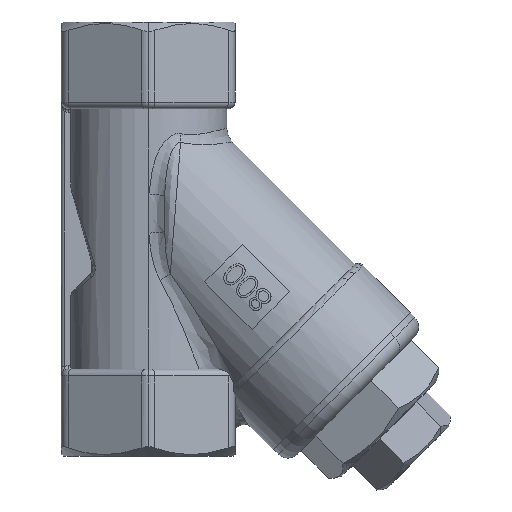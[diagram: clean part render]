
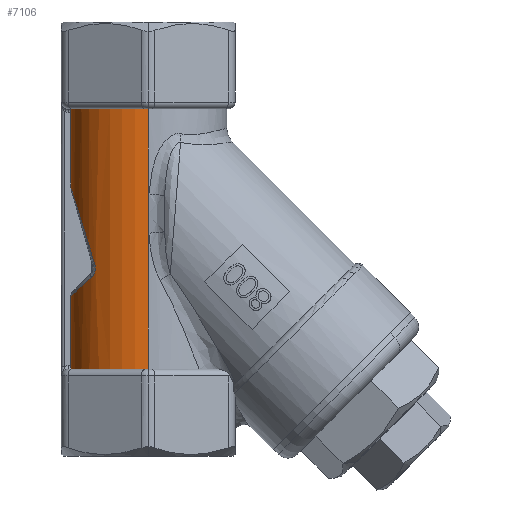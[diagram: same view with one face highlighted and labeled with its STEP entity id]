
A CAD part, left-side view. The second image highlights one B-rep face of the part: STEP entity #7106.
In plain terms, the highlighted cylindrical face has radius 11.75 mm (diameter 23.5 mm), a partial arc.
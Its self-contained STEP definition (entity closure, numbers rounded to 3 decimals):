
#7106 = ADVANCED_FACE ( 'NONE', ( #24872 ), #24863, .T. ) ;
#7448 =( BOUNDED_CURVE ( )  B_SPLINE_CURVE ( 3, ( #10582, #10606, #10634, #10666 ),
 .UNSPECIFIED., .F., .F. ) 
 B_SPLINE_CURVE_WITH_KNOTS ( ( 4, 4 ),
 ( 0.171, 0.823 ),
 .UNSPECIFIED. ) 
 CURVE ( )  GEOMETRIC_REPRESENTATION_ITEM ( )  RATIONAL_B_SPLINE_CURVE ( ( 1., 0.965, 0.965, 1. ) ) 
 REPRESENTATION_ITEM ( '' )  );
#7459 =( BOUNDED_CURVE ( )  B_SPLINE_CURVE ( 3, ( #10721, #10691, #10724, #10689 ),
 .UNSPECIFIED., .F., .F. ) 
 B_SPLINE_CURVE_WITH_KNOTS ( ( 4, 4 ),
 ( 2.385, 2.971 ),
 .UNSPECIFIED. ) 
 CURVE ( )  GEOMETRIC_REPRESENTATION_ITEM ( )  RATIONAL_B_SPLINE_CURVE ( ( 1., 0.972, 0.972, 1. ) ) 
 REPRESENTATION_ITEM ( '' )  );
#7472 = B_SPLINE_CURVE_WITH_KNOTS ( 'NONE', 3,
 ( #10739, #10824, #10788, #10818, #10779, #10802, #10806, #10791, #10801, #10780, #10803, #10817, #10795, #10816 ),
 .UNSPECIFIED., .F., .F.,
 ( 4, 2, 2, 2, 2, 2, 4 ),
 ( 0., 0., 0.001, 0.001, 0.001, 0.002, 0.002 ),
 .UNSPECIFIED. ) ;
#7479 = B_SPLINE_CURVE_WITH_KNOTS ( 'NONE', 3,
 ( #10861, #10827, #10874, #10875, #10876, #10830 ),
 .UNSPECIFIED., .F., .F.,
 ( 4, 2, 4 ),
 ( 0., 0., 0.001 ),
 .UNSPECIFIED. ) ;
#7482 = B_SPLINE_CURVE_WITH_KNOTS ( 'NONE', 3,
 ( #14070, #14042, #14054, #14051, #14058, #14065 ),
 .UNSPECIFIED., .F., .F.,
 ( 4, 2, 4 ),
 ( 0., 0., 0.001 ),
 .UNSPECIFIED. ) ;
#10582 = CARTESIAN_POINT ( 'NONE',  ( -2., 11.579, 7.784 ) ) ;
#10606 = CARTESIAN_POINT ( 'NONE',  ( -4.564, 11.136, 6.354 ) ) ;
#10634 = CARTESIAN_POINT ( 'NONE',  ( -6.85, 9.895, 2.347 ) ) ;
#10658 = CARTESIAN_POINT ( 'NONE',  ( -2., 11.579, -19.5 ) ) ;
#10659 = DIRECTION ( 'NONE',  ( 0., 0., 1. ) ) ;
#10666 = CARTESIAN_POINT ( 'NONE',  ( -8.618, 7.987, -3.815 ) ) ;
#10689 = CARTESIAN_POINT ( 'NONE',  ( -2., 11.579, -8.55 ) ) ;
#10691 = CARTESIAN_POINT ( 'NONE',  ( -6.374, 10.142, -7.235 ) ) ;
#10721 = CARTESIAN_POINT ( 'NONE',  ( -8.066, 8.544, -5.774 ) ) ;
#10724 = CARTESIAN_POINT ( 'NONE',  ( -4.293, 11.182, -8.188 ) ) ;
#10739 = CARTESIAN_POINT ( 'NONE',  ( -8.618, 7.987, -3.815 ) ) ;
#10779 = CARTESIAN_POINT ( 'NONE',  ( -8.695, 7.903, -4.28 ) ) ;
#10780 = CARTESIAN_POINT ( 'NONE',  ( -8.556, 8.054, -5.111 ) ) ;
#10788 = CARTESIAN_POINT ( 'NONE',  ( -8.663, 7.938, -3.996 ) ) ;
#10791 = CARTESIAN_POINT ( 'NONE',  ( -8.657, 7.945, -4.755 ) ) ;
#10795 = CARTESIAN_POINT ( 'NONE',  ( -8.185, 8.432, -5.671 ) ) ;
#10801 = CARTESIAN_POINT ( 'NONE',  ( -8.636, 7.968, -4.848 ) ) ;
#10802 = CARTESIAN_POINT ( 'NONE',  ( -8.693, 7.905, -4.473 ) ) ;
#10803 = CARTESIAN_POINT ( 'NONE',  ( -8.478, 8.136, -5.271 ) ) ;
#10806 = CARTESIAN_POINT ( 'NONE',  ( -8.686, 7.913, -4.568 ) ) ;
#10816 = CARTESIAN_POINT ( 'NONE',  ( -8.066, 8.544, -5.774 ) ) ;
#10817 = CARTESIAN_POINT ( 'NONE',  ( -8.293, 8.325, -5.551 ) ) ;
#10818 = CARTESIAN_POINT ( 'NONE',  ( -8.689, 7.91, -4.183 ) ) ;
#10824 = CARTESIAN_POINT ( 'NONE',  ( -8.644, 7.959, -3.904 ) ) ;
#10827 = CARTESIAN_POINT ( 'NONE',  ( -2., 11.579, -19.133 ) ) ;
#10830 = CARTESIAN_POINT ( 'NONE',  ( -2.5, 11.481, -19.5 ) ) ;
#10861 = CARTESIAN_POINT ( 'NONE',  ( -2., 11.579, -19. ) ) ;
#10874 = CARTESIAN_POINT ( 'NONE',  ( -2.055, 11.569, -19.264 ) ) ;
#10875 = CARTESIAN_POINT ( 'NONE',  ( -2.241, 11.535, -19.447 ) ) ;
#10876 = CARTESIAN_POINT ( 'NONE',  ( -2.37, 11.509, -19.5 ) ) ;
#10896 = CARTESIAN_POINT ( 'NONE',  ( -2., 11.579, -19.5 ) ) ;
#10905 = DIRECTION ( 'NONE',  ( 0., 0., 1. ) ) ;
#11006 = CARTESIAN_POINT ( 'NONE',  ( -11.75, 0., -19.5 ) ) ;
#11075 = DIRECTION ( 'NONE',  ( 0., 0., 1. ) ) ;
#14028 = CARTESIAN_POINT ( 'NONE',  ( -11.75, 0., -19.5 ) ) ;
#14042 = CARTESIAN_POINT ( 'NONE',  ( -2.37, 11.509, 19.5 ) ) ;
#14043 = DIRECTION ( 'NONE',  ( 0., 0., 1. ) ) ;
#14051 = CARTESIAN_POINT ( 'NONE',  ( -2.056, 11.569, 19.264 ) ) ;
#14054 = CARTESIAN_POINT ( 'NONE',  ( -2.241, 11.535, 19.447 ) ) ;
#14058 = CARTESIAN_POINT ( 'NONE',  ( -2., 11.579, 19.133 ) ) ;
#14065 = CARTESIAN_POINT ( 'NONE',  ( -2., 11.579, 19. ) ) ;
#14070 = CARTESIAN_POINT ( 'NONE',  ( -2.5, 11.481, 19.5 ) ) ;
#14075 = CARTESIAN_POINT ( 'NONE',  ( 0., 0., -19.5 ) ) ;
#14076 = DIRECTION ( 'NONE',  ( 0., 0., 1. ) ) ;
#14080 = DIRECTION ( 'NONE',  ( 1., 0., 0. ) ) ;
#14081 = DIRECTION ( 'NONE',  ( 0., 0., 1. ) ) ;
#14111 = CARTESIAN_POINT ( 'NONE',  ( 0., 0., 19.5 ) ) ;
#14119 = DIRECTION ( 'NONE',  ( 1., 0., 0. ) ) ;
#17516 = EDGE_LOOP ( 'NONE', ( #19775, #19776, #19768, #19777, #19722, #19750, #19735, #19751, #19747, #19748, #19839 ) ) ;
#19722 = ORIENTED_EDGE ( 'NONE', *, *, #23685, .T. ) ;
#19735 = ORIENTED_EDGE ( 'NONE', *, *, #23568, .T. ) ;
#19747 = ORIENTED_EDGE ( 'NONE', *, *, #23582, .T. ) ;
#19748 = ORIENTED_EDGE ( 'NONE', *, *, #23575, .F. ) ;
#19750 = ORIENTED_EDGE ( 'NONE', *, *, #23615, .F. ) ;
#19751 = ORIENTED_EDGE ( 'NONE', *, *, #23600, .T. ) ;
#19768 = ORIENTED_EDGE ( 'NONE', *, *, #23684, .T. ) ;
#19775 = ORIENTED_EDGE ( 'NONE', *, *, #23688, .T. ) ;
#19776 = ORIENTED_EDGE ( 'NONE', *, *, #23638, .T. ) ;
#19777 = ORIENTED_EDGE ( 'NONE', *, *, #23694, .F. ) ;
#19839 = ORIENTED_EDGE ( 'NONE', *, *, #23608, .T. ) ;
#22052 = VERTEX_POINT ( 'NONE', #40857 ) ;
#22053 = VERTEX_POINT ( 'NONE', #40858 ) ;
#22057 = VERTEX_POINT ( 'NONE', #40928 ) ;
#22077 = VERTEX_POINT ( 'NONE', #40935 ) ;
#22085 = VERTEX_POINT ( 'NONE', #40926 ) ;
#22091 = VERTEX_POINT ( 'NONE', #40950 ) ;
#22094 = VERTEX_POINT ( 'NONE', #40907 ) ;
#22103 = VERTEX_POINT ( 'NONE', #40955 ) ;
#22114 = VERTEX_POINT ( 'NONE', #40923 ) ;
#22119 = VERTEX_POINT ( 'NONE', #40924 ) ;
#22160 = VERTEX_POINT ( 'NONE', #40971 ) ;
#23568 = EDGE_CURVE ( 'NONE', #22052, #22094, #7448, .T. ) ;
#23575 = EDGE_CURVE ( 'NONE', #22103, #22114, #37327, .T. ) ;
#23582 = EDGE_CURVE ( 'NONE', #22119, #22114, #7459, .T. ) ;
#23600 = EDGE_CURVE ( 'NONE', #22094, #22119, #7472, .T. ) ;
#23608 = EDGE_CURVE ( 'NONE', #22103, #22077, #7479, .T. ) ;
#23615 = EDGE_CURVE ( 'NONE', #22052, #22053, #37394, .T. ) ;
#23638 = EDGE_CURVE ( 'NONE', #22057, #22091, #37359, .T. ) ;
#23684 = EDGE_CURVE ( 'NONE', #22091, #22160, #37427, .T. ) ;
#23685 = EDGE_CURVE ( 'NONE', #22085, #22053, #7482, .T. ) ;
#23688 = EDGE_CURVE ( 'NONE', #22077, #22057, #37431, .T. ) ;
#23694 = EDGE_CURVE ( 'NONE', #22085, #22160, #37445, .T. ) ;
#24863 = CYLINDRICAL_SURFACE ( 'NONE', #26618, 11.75 ) ;
#24872 = FACE_OUTER_BOUND ( 'NONE', #17516, .T. ) ;
#26618 = AXIS2_PLACEMENT_3D ( 'NONE', #35196, #35178, #35189 ) ;
#27330 = AXIS2_PLACEMENT_3D ( 'NONE', #14075, #14043, #14080 ) ;
#27394 = AXIS2_PLACEMENT_3D ( 'NONE', #14111, #14081, #14119 ) ;
#35178 = DIRECTION ( 'NONE',  ( 0., 0., 1. ) ) ;
#35189 = DIRECTION ( 'NONE',  ( 1., 0., 0. ) ) ;
#35196 = CARTESIAN_POINT ( 'NONE',  ( 0., 0., -19.5 ) ) ;
#37327 = LINE ( 'NONE', #10658, #37328 ) ;
#37328 = VECTOR ( 'NONE', #10659, 1000. ) ;
#37359 = LINE ( 'NONE', #11006, #37401 ) ;
#37393 = VECTOR ( 'NONE', #10905, 1000. ) ;
#37394 = LINE ( 'NONE', #10896, #37393 ) ;
#37401 = VECTOR ( 'NONE', #11075, 1000. ) ;
#37427 = LINE ( 'NONE', #14028, #37436 ) ;
#37431 = CIRCLE ( 'NONE', #27330, 11.75 ) ;
#37436 = VECTOR ( 'NONE', #14076, 1000. ) ;
#37445 = CIRCLE ( 'NONE', #27394, 11.75 ) ;
#40857 = CARTESIAN_POINT ( 'NONE',  ( -2., 11.579, 7.784 ) ) ;
#40858 = CARTESIAN_POINT ( 'NONE',  ( -2., 11.579, 19. ) ) ;
#40907 = CARTESIAN_POINT ( 'NONE',  ( -8.618, 7.987, -3.815 ) ) ;
#40923 = CARTESIAN_POINT ( 'NONE',  ( -2., 11.579, -8.55 ) ) ;
#40924 = CARTESIAN_POINT ( 'NONE',  ( -8.066, 8.544, -5.774 ) ) ;
#40926 = CARTESIAN_POINT ( 'NONE',  ( -2.5, 11.481, 19.5 ) ) ;
#40928 = CARTESIAN_POINT ( 'NONE',  ( -11.75, 0., -19.5 ) ) ;
#40935 = CARTESIAN_POINT ( 'NONE',  ( -2.5, 11.481, -19.5 ) ) ;
#40950 = CARTESIAN_POINT ( 'NONE',  ( -11.75, 0., 3.7 ) ) ;
#40955 = CARTESIAN_POINT ( 'NONE',  ( -2., 11.579, -19. ) ) ;
#40971 = CARTESIAN_POINT ( 'NONE',  ( -11.75, 0., 19.5 ) ) ;
